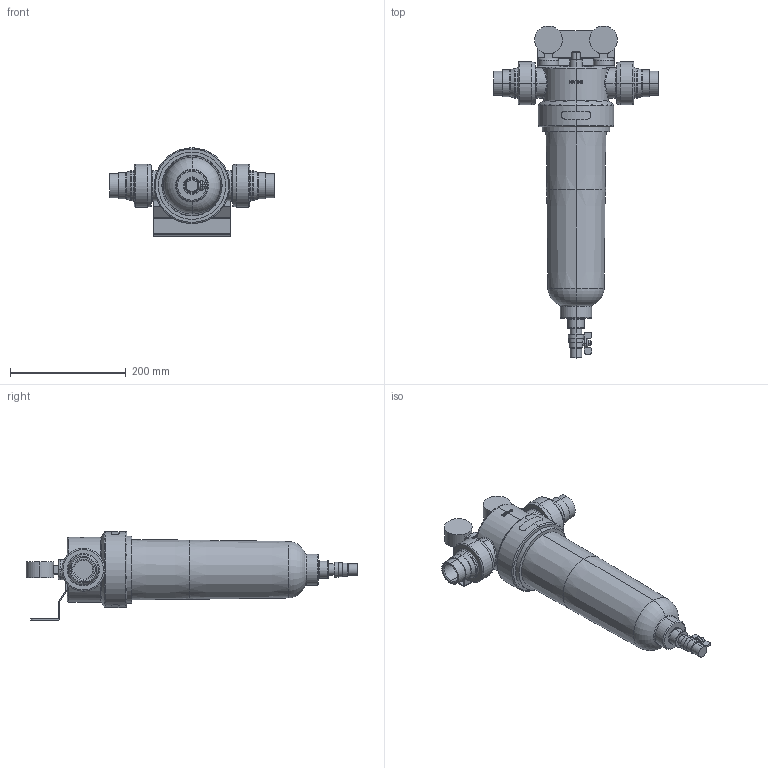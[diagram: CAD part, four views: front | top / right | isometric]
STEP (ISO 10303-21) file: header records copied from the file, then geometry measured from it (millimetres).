
FILE_DESCRIPTION (( 'STEP AP214' ), '1' );
FILE_NAME ('NW 340 Web Light.STEP', '2018-06-19T08:28:07', ( '' ), ( '' ), 'SwSTEP 2.0', 'SolidWorks 2018', '' );
FILE_SCHEMA (( 'AUTOMOTIVE_DESIGN' ));
Length unit declared in the file: millimetre
Products named in the file (2): NW 340 Web Light
Bounding box: 284 x 572.5 x 152.25 mm (x, y, z)
Volume: 4254504.2 mm3; surface area: 259952.1 mm2
Topology: 1 solids, 1 shells, 301 faces, 738 edges, 474 vertices
Faces by surface type: plane 113, cylinder 100, torus 43, bspline 27, cone 18
Entity records: 13404 total; most frequent: CARTESIAN_POINT 4595, DIRECTION 1506, ORIENTED_EDGE 1476, EDGE_CURVE 738, AXIS2_PLACEMENT_3D 592, VERTEX_POINT 474, EDGE_LOOP 340, LINE 322
